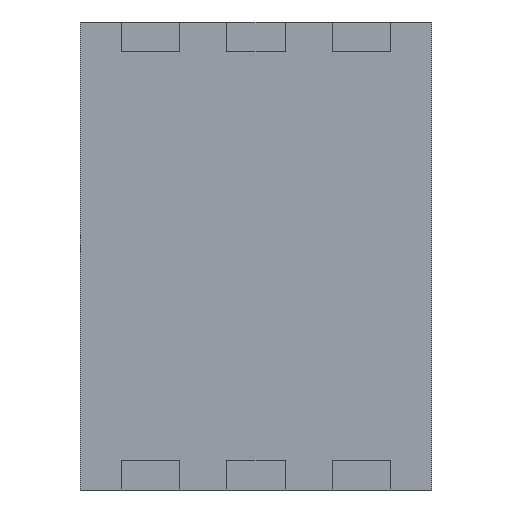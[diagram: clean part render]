
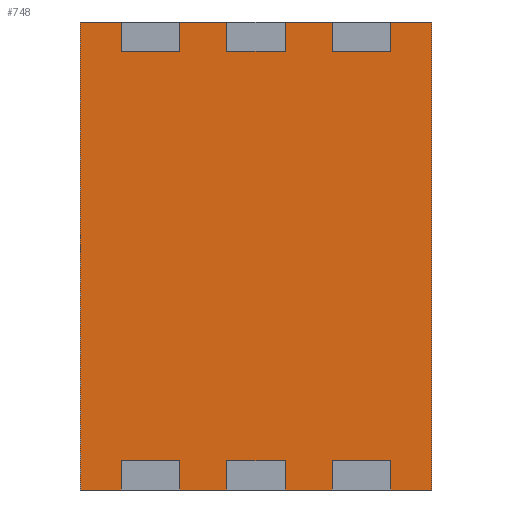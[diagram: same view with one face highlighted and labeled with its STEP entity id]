
A CAD part, front view. The second image highlights one B-rep face of the part: STEP entity #748.
In plain terms, the highlighted planar face has unit normal (0, -1, 0).
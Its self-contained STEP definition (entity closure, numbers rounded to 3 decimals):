
#39=FACE_OUTER_BOUND('',#90,.T.);
#90=EDGE_LOOP('',(#515,#516,#517,#518));
#136=LINE('',#1078,#233);
#140=LINE('',#1086,#237);
#143=LINE('',#1092,#240);
#146=LINE('',#1097,#243);
#233=VECTOR('',#873,10.);
#237=VECTOR('',#879,10.);
#240=VECTOR('',#884,10.);
#243=VECTOR('',#889,10.);
#330=VERTEX_POINT('',#1076);
#331=VERTEX_POINT('',#1077);
#334=VERTEX_POINT('',#1085);
#336=VERTEX_POINT('',#1091);
#396=EDGE_CURVE('',#330,#331,#136,.T.);
#400=EDGE_CURVE('',#331,#334,#140,.T.);
#403=EDGE_CURVE('',#334,#336,#143,.T.);
#406=EDGE_CURVE('',#336,#330,#146,.T.);
#515=ORIENTED_EDGE('',*,*,#406,.T.);
#516=ORIENTED_EDGE('',*,*,#396,.T.);
#517=ORIENTED_EDGE('',*,*,#400,.T.);
#518=ORIENTED_EDGE('',*,*,#403,.T.);
#698=PLANE('',#821);
#748=ADVANCED_FACE('',(#39),#698,.F.);
#821=AXIS2_PLACEMENT_3D('',#1100,#893,#894);
#873=DIRECTION('',(0.,0.,-1.));
#879=DIRECTION('',(1.,0.,0.));
#884=DIRECTION('',(0.,0.,1.));
#889=DIRECTION('',(-1.,0.,0.));
#893=DIRECTION('center_axis',(0.,1.,0.));
#894=DIRECTION('ref_axis',(1.,0.,0.));
#1076=CARTESIAN_POINT('',(-3.,0.,4.));
#1077=CARTESIAN_POINT('',(-3.,0.,-4.));
#1078=CARTESIAN_POINT('',(-3.,0.,4.));
#1085=CARTESIAN_POINT('',(3.,0.,-4.));
#1086=CARTESIAN_POINT('',(-3.,0.,-4.));
#1091=CARTESIAN_POINT('',(3.,0.,4.));
#1092=CARTESIAN_POINT('',(3.,0.,-4.));
#1097=CARTESIAN_POINT('',(3.,0.,4.));
#1100=CARTESIAN_POINT('Origin',(0.,0.,0.));
